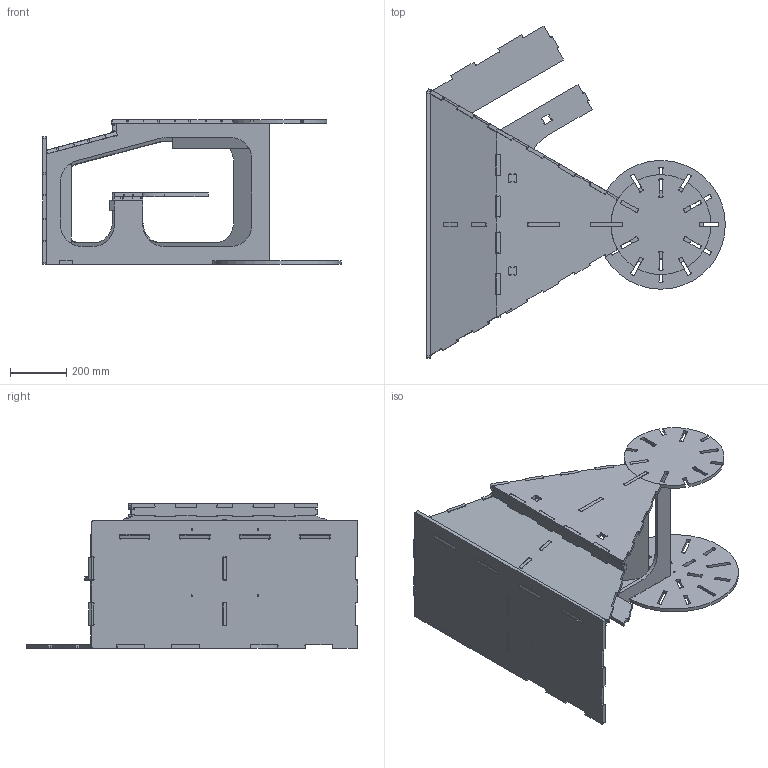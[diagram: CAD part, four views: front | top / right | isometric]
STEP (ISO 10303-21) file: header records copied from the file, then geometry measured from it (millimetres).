
FILE_DESCRIPTION(/* description */ ('STEP AP242','CAx-IF Rec.Pracs.---Representation and Presentation of Product Manufacturing Information (PMI)---4.0---2014-10-13','CAx-IF Rec.Pracs.---3D Tessellated Geometry---0.4---2014-09-14','2;1'),/* implementation_level */ '2;1');
FILE_NAME(/* name */ '6796db36e8090c361c94e951',/* time_stamp */ '2025-01-27T01:02:47Z',/* author */ (''),/* organization */ (''),/* preprocessor_version */ 'ST-DEVELOPER v20',/* originating_system */ 'ONSHAPE BY PTC INC, 1.192',/* authorisation */ ' ');
FILE_SCHEMA (('AP242_MANAGED_MODEL_BASED_3D_ENGINEERING_MIM_LF { 1 0 10303 442 1 1 4 }'));
Length unit declared in the file: metre
Products named in the file (17): Reef_Assembly; FRC25-2-9; FRC25-2-14; FRC25-2-11; FRC25-2-1; FRC25-2-2; FRC25-2-12; FRC25-2-3; FRC25-2-15; FRC25-2-4; FRC25-2-6; FRC25-2-16; FRC25-2-8; FRC25-2-13; FRC25-2-5; FRC25-2-10; FRC25-2-7
Assembly tree (16 placements, depth 2):
  Reef_Assembly
    FRC25-2-9
    FRC25-2-14
    FRC25-2-11
    FRC25-2-1
    FRC25-2-2
    FRC25-2-12
    FRC25-2-3
    FRC25-2-15
    FRC25-2-4
    FRC25-2-6
    FRC25-2-16
    FRC25-2-8
    FRC25-2-13
    FRC25-2-5
    FRC25-2-10
    FRC25-2-7
Bounding box: 1060.45 x 1178.89 x 514.35 mm (x, y, z)
Volume: 24640659.8 mm3; surface area: 4052548.3 mm2
Topology: 16 solids, 16 shells, 1604 faces, 4716 edges, 3144 vertices
Faces by surface type: cylinder 995, plane 609
Full cylindrical faces by diameter (mm): 4.978 x4, 6.35 x1, 457.2 x1
Entity records: 54778 total; most frequent: DIRECTION 9942, CARTESIAN_POINT 9475, ORIENTED_EDGE 9420, EDGE_CURVE 4710, AXIS2_PLACEMENT_3D 3611, VERTEX_POINT 3144, LINE 2720, VECTOR 2720
